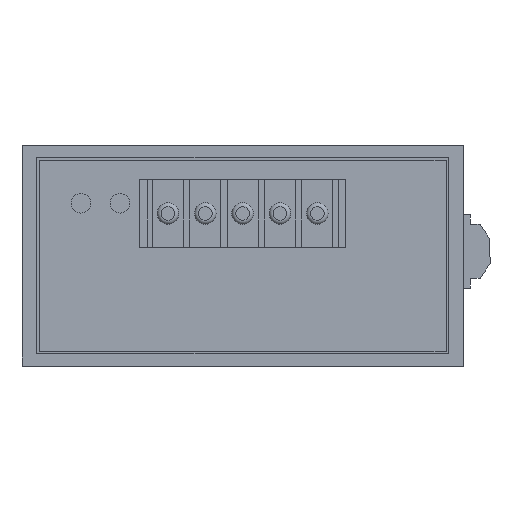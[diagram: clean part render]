
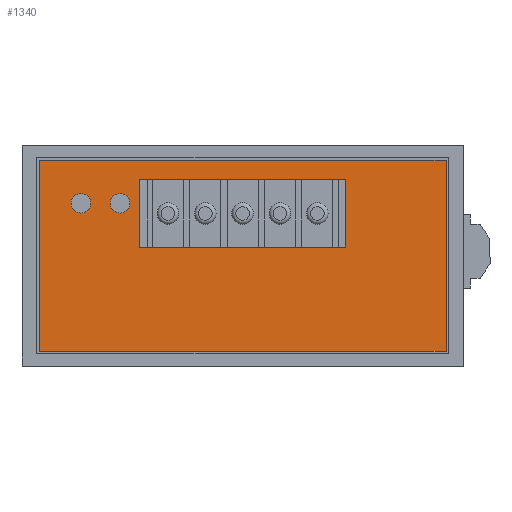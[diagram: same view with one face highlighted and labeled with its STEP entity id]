
A CAD part, top view. The second image highlights one B-rep face of the part: STEP entity #1340.
In plain terms, the highlighted planar face has unit normal (0, 0, 1).
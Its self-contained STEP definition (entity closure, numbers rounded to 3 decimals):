
#600=CIRCLE('',#17515,2.);
#601=CIRCLE('',#17516,2.);
#1340=ADVANCED_FACE('',(#2802,#2803,#2804,#2805),#2080,.T.);
#2080=PLANE('',#17517);
#2802=FACE_BOUND('',#3050,.T.);
#2803=FACE_BOUND('',#3051,.T.);
#2804=FACE_BOUND('',#3052,.T.);
#2805=FACE_BOUND('',#3053,.T.);
#3050=EDGE_LOOP('',(#4081));
#3051=EDGE_LOOP('',(#4082));
#3052=EDGE_LOOP('',(#4083,#4084,#4085,#4086));
#3053=EDGE_LOOP('',(#4087,#4088,#4089,#4090));
#4081=ORIENTED_EDGE('',*,*,#10460,.T.);
#4082=ORIENTED_EDGE('',*,*,#10461,.T.);
#4083=ORIENTED_EDGE('',*,*,#10462,.F.);
#4084=ORIENTED_EDGE('',*,*,#10463,.F.);
#4085=ORIENTED_EDGE('',*,*,#10464,.F.);
#4086=ORIENTED_EDGE('',*,*,#10465,.F.);
#4087=ORIENTED_EDGE('',*,*,#10466,.T.);
#4088=ORIENTED_EDGE('',*,*,#10467,.T.);
#4089=ORIENTED_EDGE('',*,*,#10468,.T.);
#4090=ORIENTED_EDGE('',*,*,#10469,.T.);
#8849=VERTEX_POINT('',#22355);
#8850=VERTEX_POINT('',#22357);
#8851=VERTEX_POINT('',#22359);
#8852=VERTEX_POINT('',#22360);
#8853=VERTEX_POINT('',#22362);
#8854=VERTEX_POINT('',#22364);
#8855=VERTEX_POINT('',#22367);
#8856=VERTEX_POINT('',#22368);
#8857=VERTEX_POINT('',#22370);
#8858=VERTEX_POINT('',#22372);
#10460=EDGE_CURVE('',#8849,#8849,#600,.T.);
#10461=EDGE_CURVE('',#8850,#8850,#601,.T.);
#10462=EDGE_CURVE('',#8851,#8852,#12852,.T.);
#10463=EDGE_CURVE('',#8853,#8851,#12853,.T.);
#10464=EDGE_CURVE('',#8854,#8853,#12854,.T.);
#10465=EDGE_CURVE('',#8852,#8854,#12855,.T.);
#10466=EDGE_CURVE('',#8855,#8856,#12856,.T.);
#10467=EDGE_CURVE('',#8856,#8857,#12857,.T.);
#10468=EDGE_CURVE('',#8857,#8858,#12858,.T.);
#10469=EDGE_CURVE('',#8858,#8855,#12859,.T.);
#12852=LINE('',#22358,#15219);
#12853=LINE('',#22361,#15220);
#12854=LINE('',#22363,#15221);
#12855=LINE('',#22365,#15222);
#12856=LINE('',#22366,#15223);
#12857=LINE('',#22369,#15224);
#12858=LINE('',#22371,#15225);
#12859=LINE('',#22373,#15226);
#15219=VECTOR('',#18384,1.);
#15220=VECTOR('',#18385,1.);
#15221=VECTOR('',#18386,1.);
#15222=VECTOR('',#18387,1.);
#15223=VECTOR('',#18388,1.);
#15224=VECTOR('',#18389,1.);
#15225=VECTOR('',#18390,1.);
#15226=VECTOR('',#18391,1.);
#17515=AXIS2_PLACEMENT_3D('',#22354,#18380,#18381);
#17516=AXIS2_PLACEMENT_3D('',#22356,#18382,#18383);
#17517=AXIS2_PLACEMENT_3D('',#22374,#18392,#18393);
#18380=DIRECTION('',(0.,0.,-1.));
#18381=DIRECTION('',(1.,0.,0.));
#18382=DIRECTION('',(0.,0.,-1.));
#18383=DIRECTION('',(1.,0.,0.));
#18384=DIRECTION('',(0.,1.,0.));
#18385=DIRECTION('',(-1.,0.,0.));
#18386=DIRECTION('',(0.,-1.,0.));
#18387=DIRECTION('',(1.,0.,0.));
#18388=DIRECTION('',(-1.,0.,0.));
#18389=DIRECTION('',(0.,1.,0.));
#18390=DIRECTION('',(1.,0.,0.));
#18391=DIRECTION('',(0.,-1.,0.));
#18392=DIRECTION('',(0.,0.,1.));
#18393=DIRECTION('',(1.,0.,0.));
#22354=CARTESIAN_POINT('',(-25.,10.7,12.5));
#22355=CARTESIAN_POINT('',(-23.,10.7,12.5));
#22356=CARTESIAN_POINT('',(-33.,10.7,12.5));
#22357=CARTESIAN_POINT('',(-31.,10.7,12.5));
#22358=CARTESIAN_POINT('',(-41.5,-19.5,12.5));
#22359=CARTESIAN_POINT('',(-41.5,-19.5,12.5));
#22360=CARTESIAN_POINT('',(-41.5,19.5,12.5));
#22361=CARTESIAN_POINT('',(41.5,-19.5,12.5));
#22362=CARTESIAN_POINT('',(41.5,-19.5,12.5));
#22363=CARTESIAN_POINT('',(41.5,19.5,12.5));
#22364=CARTESIAN_POINT('',(41.5,19.5,12.5));
#22365=CARTESIAN_POINT('',(-41.5,19.5,12.5));
#22366=CARTESIAN_POINT('',(0.,1.6,12.5));
#22367=CARTESIAN_POINT('',(21.,1.6,12.5));
#22368=CARTESIAN_POINT('',(-21.,1.6,12.5));
#22369=CARTESIAN_POINT('',(-21.,0.,12.5));
#22370=CARTESIAN_POINT('',(-21.,15.6,12.5));
#22371=CARTESIAN_POINT('',(0.,15.6,12.5));
#22372=CARTESIAN_POINT('',(21.,15.6,12.5));
#22373=CARTESIAN_POINT('',(21.,0.,12.5));
#22374=CARTESIAN_POINT('',(0.,0.,12.5));
